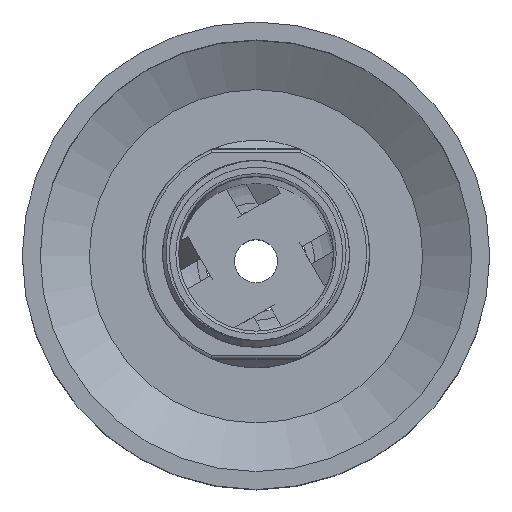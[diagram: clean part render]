
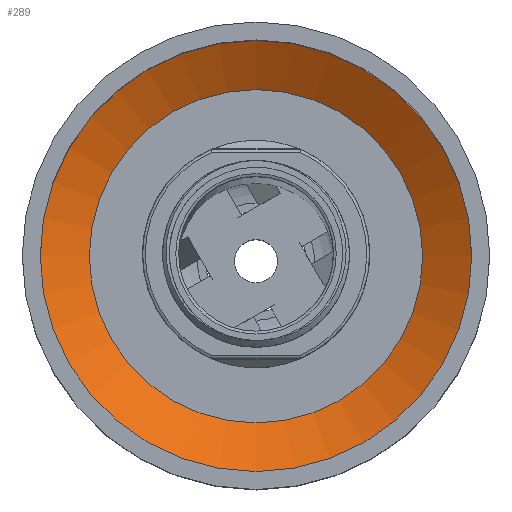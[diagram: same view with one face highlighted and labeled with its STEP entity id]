
A CAD part, top view. The second image highlights one B-rep face of the part: STEP entity #289.
In plain terms, the highlighted conical face has half-angle 60 degrees and reference radius 30 mm.
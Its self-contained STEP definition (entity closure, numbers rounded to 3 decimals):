
#165=CONICAL_SURFACE('',#2002,30.,60.);
#289=ADVANCED_FACE('',(#443),#165,.F.);
#443=FACE_OUTER_BOUND('',#529,.T.);
#529=EDGE_LOOP('',(#992,#993,#994,#995,#996,#997));
#679=CIRCLE('',#1997,23.17);
#680=CIRCLE('',#1998,23.17);
#681=CIRCLE('',#2000,30.);
#682=CIRCLE('',#2001,30.);
#796=LINE('',#2842,#878);
#878=VECTOR('',#2261,1.);
#992=ORIENTED_EDGE('',*,*,#1691,.T.);
#993=ORIENTED_EDGE('',*,*,#1693,.T.);
#994=ORIENTED_EDGE('',*,*,#1694,.F.);
#995=ORIENTED_EDGE('',*,*,#1695,.F.);
#996=ORIENTED_EDGE('',*,*,#1693,.F.);
#997=ORIENTED_EDGE('',*,*,#1692,.T.);
#1496=VERTEX_POINT('',#2838);
#1497=VERTEX_POINT('',#2839);
#1498=VERTEX_POINT('',#2843);
#1499=VERTEX_POINT('',#2845);
#1691=EDGE_CURVE('',#1496,#1497,#679,.T.);
#1692=EDGE_CURVE('',#1497,#1496,#680,.T.);
#1693=EDGE_CURVE('',#1497,#1498,#796,.T.);
#1694=EDGE_CURVE('',#1499,#1498,#681,.T.);
#1695=EDGE_CURVE('',#1498,#1499,#682,.T.);
#1997=AXIS2_PLACEMENT_3D('',#2837,#2255,#2256);
#1998=AXIS2_PLACEMENT_3D('',#2840,#2257,#2258);
#2000=AXIS2_PLACEMENT_3D('',#2844,#2262,#2263);
#2001=AXIS2_PLACEMENT_3D('',#2846,#2264,#2265);
#2002=AXIS2_PLACEMENT_3D('',#2847,#2266,#2267);
#2255=DIRECTION('',(0.,0.,-1.));
#2256=DIRECTION('',(0.,1.,0.));
#2257=DIRECTION('',(0.,0.,-1.));
#2258=DIRECTION('',(-1.,0.,0.));
#2261=DIRECTION('',(0.,0.866,0.5));
#2262=DIRECTION('',(0.,0.,-1.));
#2263=DIRECTION('',(-1.,0.,0.));
#2264=DIRECTION('',(0.,0.,-1.));
#2265=DIRECTION('',(-1.,0.,0.));
#2266=DIRECTION('',(0.,0.,1.));
#2267=DIRECTION('',(1.,0.,0.));
#2837=CARTESIAN_POINT('',(0.,0.,437.5));
#2838=CARTESIAN_POINT('',(0.,-23.17,437.5));
#2839=CARTESIAN_POINT('',(0.,23.17,437.5));
#2840=CARTESIAN_POINT('',(0.,0.,437.5));
#2842=CARTESIAN_POINT('',(0.,26.585,439.472));
#2843=CARTESIAN_POINT('',(0.,30.,441.443));
#2844=CARTESIAN_POINT('',(0.,0.,441.443));
#2845=CARTESIAN_POINT('',(0.,-30.,441.443));
#2846=CARTESIAN_POINT('',(0.,0.,441.443));
#2847=CARTESIAN_POINT('',(0.,0.,441.443));
